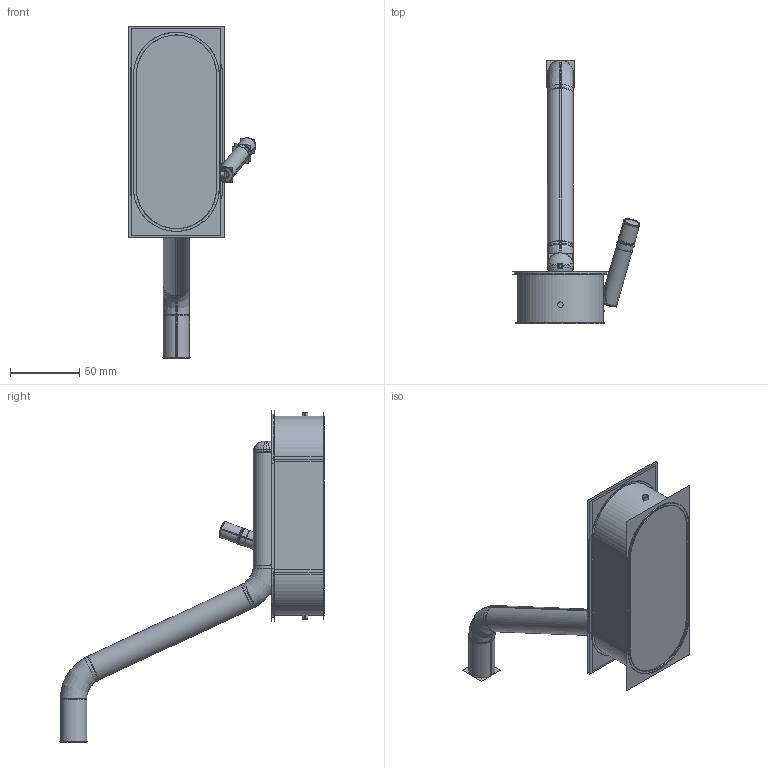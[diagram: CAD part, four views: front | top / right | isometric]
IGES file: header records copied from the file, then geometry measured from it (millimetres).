
Start section:  PTC IGES file: 002_asm.igs
Global section: file name: 002_asm.igs; native system: Creo Elements/Pro by Parametric Technology Corporation; preprocessor: 2011310; author: Administrator; organization: Unknown; date: 20171109.094724; units: millimetre
Bounding box: 92.25 x 190.98 x 240 mm (x, y, z)
Surface area: 213708.4 mm2 (no closed solid volume)
Topology: 0 solids, 0 shells, 458 faces, 6892 edges, 9125 vertices
Faces by surface type: revolution 310, bspline 148
